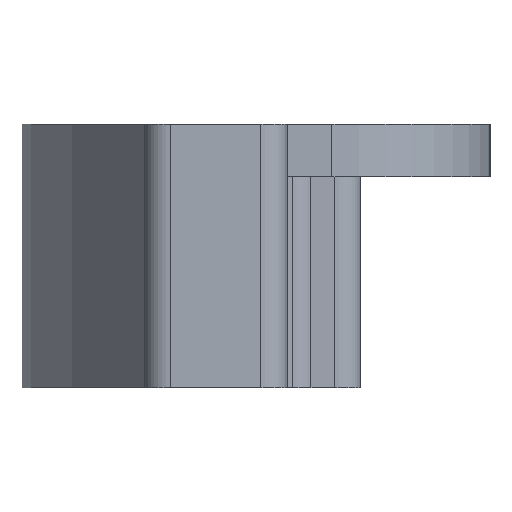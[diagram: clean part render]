
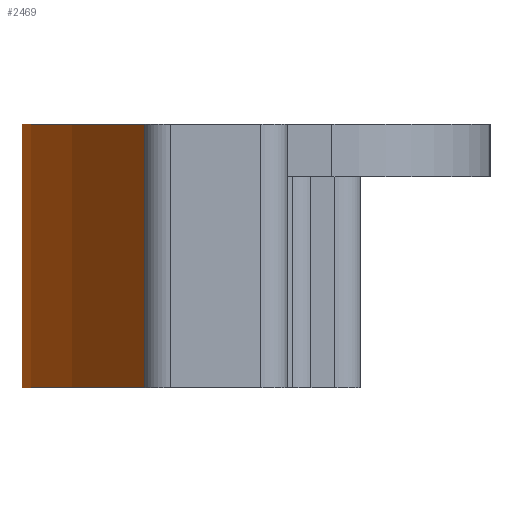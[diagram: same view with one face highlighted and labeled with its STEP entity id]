
A CAD part, left-side view. The second image highlights one B-rep face of the part: STEP entity #2469.
In plain terms, the highlighted cylindrical face has radius 70 mm (diameter 140 mm), a partial arc.
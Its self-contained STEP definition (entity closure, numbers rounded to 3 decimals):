
#292=CARTESIAN_POINT('',(0.,-67.052,-5.));
#293=DIRECTION('',(0.,0.,-1.));
#294=DIRECTION('',(-0.257,0.966,0.));
#295=AXIS2_PLACEMENT_3D('',#292,#293,#294);
#869=CARTESIAN_POINT('',(0.,-67.052,0.));
#870=DIRECTION('',(0.,0.,1.));
#871=DIRECTION('',(0.113,0.994,0.));
#872=AXIS2_PLACEMENT_3D('',#869,#870,#871);
#1207=DIRECTION('',(0.,0.,-1.));
#1208=VECTOR('',#1207,5.);
#1209=CARTESIAN_POINT('',(7.907,2.5,0.));
#1210=LINE('',#1209,#1208);
#1221=DIRECTION('',(0.,0.,-1.));
#1222=VECTOR('',#1221,5.);
#1223=CARTESIAN_POINT('',(-17.978,0.6,0.));
#1224=LINE('',#1223,#1222);
#1532=CARTESIAN_POINT('',(-17.978,0.6,-5.));
#1533=VERTEX_POINT('',#1532);
#1534=CARTESIAN_POINT('',(7.907,2.5,-5.));
#1535=VERTEX_POINT('',#1534);
#1561=CARTESIAN_POINT('',(7.907,2.5,0.));
#1562=VERTEX_POINT('',#1561);
#1563=CARTESIAN_POINT('',(-17.978,0.6,0.));
#1564=VERTEX_POINT('',#1563);
#2457=CARTESIAN_POINT('',(0.,-67.052,0.));
#2458=DIRECTION('',(0.,0.,1.));
#2459=DIRECTION('',(0.,1.,0.));
#2460=AXIS2_PLACEMENT_3D('',#2457,#2458,#2459);
#2461=CYLINDRICAL_SURFACE('',#2460,70.);
#2462=ORIENTED_EDGE('',*,*,#2004,.T.);
#2464=ORIENTED_EDGE('',*,*,#2463,.T.);
#2465=ORIENTED_EDGE('',*,*,#1697,.T.);
#2466=ORIENTED_EDGE('',*,*,#2450,.F.);
#2467=EDGE_LOOP('',(#2462,#2464,#2465,#2466));
#2468=FACE_OUTER_BOUND('',#2467,.F.);
#2469=ADVANCED_FACE('',(#2468),#2461,.T.);
#296=CIRCLE('',#295,70.);
#873=CIRCLE('',#872,70.);
#1697=EDGE_CURVE('',#1533,#1535,#296,.T.);
#2004=EDGE_CURVE('',#1562,#1564,#873,.T.);
#2450=EDGE_CURVE('',#1562,#1535,#1210,.T.);
#2463=EDGE_CURVE('',#1564,#1533,#1224,.T.);
